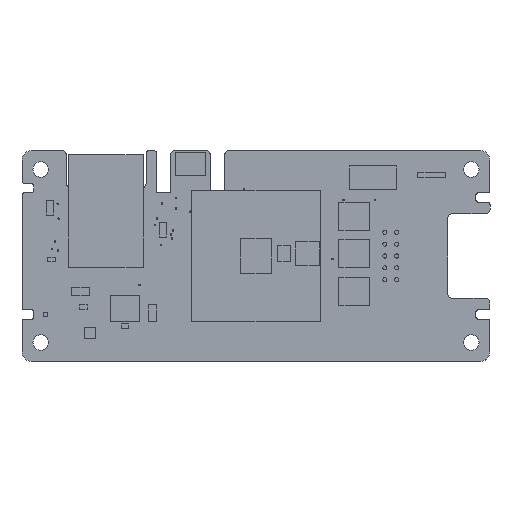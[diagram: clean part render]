
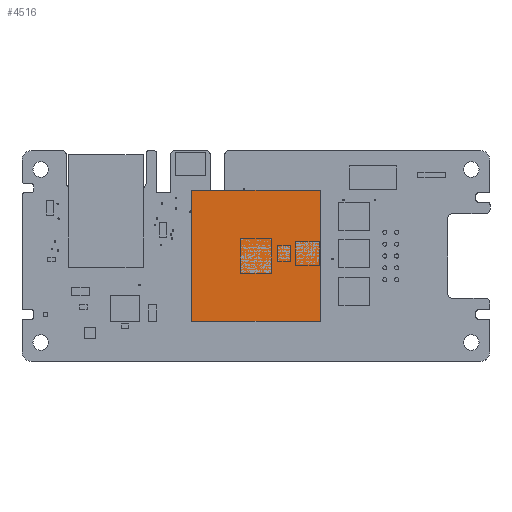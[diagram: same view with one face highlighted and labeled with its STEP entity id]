
A CAD part, top view. The second image highlights one B-rep face of the part: STEP entity #4516.
In plain terms, the highlighted planar face has unit normal (0, 0, 1).
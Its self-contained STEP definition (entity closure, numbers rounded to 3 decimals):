
#345=PLANE('',#5167);
#581=FACE_OUTER_BOUND('',#931,.T.);
#931=EDGE_LOOP('',(#3879,#3880,#3881,#3882));
#1261=LINE('',#7495,#1677);
#1264=LINE('',#7501,#1680);
#1267=LINE('',#7507,#1683);
#1270=LINE('',#7511,#1686);
#1677=VECTOR('',#6212,10.);
#1680=VECTOR('',#6217,10.);
#1683=VECTOR('',#6222,10.);
#1686=VECTOR('',#6227,10.);
#2307=VERTEX_POINT('',#7492);
#2308=VERTEX_POINT('',#7494);
#2310=VERTEX_POINT('',#7500);
#2312=VERTEX_POINT('',#7506);
#2845=EDGE_CURVE('',#2308,#2307,#1261,.T.);
#2848=EDGE_CURVE('',#2310,#2308,#1264,.T.);
#2851=EDGE_CURVE('',#2312,#2310,#1267,.T.);
#2854=EDGE_CURVE('',#2307,#2312,#1270,.T.);
#3879=ORIENTED_EDGE('',*,*,#2854,.T.);
#3880=ORIENTED_EDGE('',*,*,#2851,.T.);
#3881=ORIENTED_EDGE('',*,*,#2848,.T.);
#3882=ORIENTED_EDGE('',*,*,#2845,.T.);
#4516=ADVANCED_FACE('',(#581),#345,.T.);
#5167=AXIS2_PLACEMENT_3D('',#7512,#6228,#6229);
#6212=DIRECTION('',(-1.,0.,0.));
#6217=DIRECTION('',(0.,1.,0.));
#6222=DIRECTION('',(1.,0.,0.));
#6227=DIRECTION('',(0.,-1.,0.));
#6228=DIRECTION('center_axis',(0.,0.,1.));
#6229=DIRECTION('ref_axis',(1.,0.,0.));
#7492=CARTESIAN_POINT('',(-13.75,1.6,0.1));
#7494=CARTESIAN_POINT('',(13.75,1.6,0.1));
#7495=CARTESIAN_POINT('',(13.75,1.6,0.1));
#7500=CARTESIAN_POINT('',(13.75,-26.4,0.1));
#7501=CARTESIAN_POINT('',(13.75,-26.4,0.1));
#7506=CARTESIAN_POINT('',(-13.75,-26.4,0.1));
#7507=CARTESIAN_POINT('',(-13.75,-26.4,0.1));
#7511=CARTESIAN_POINT('',(-13.75,1.6,0.1));
#7512=CARTESIAN_POINT('Origin',(0.,-12.4,0.1));
